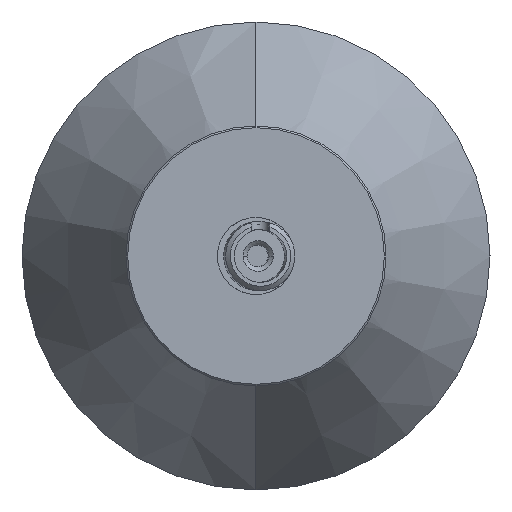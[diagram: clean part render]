
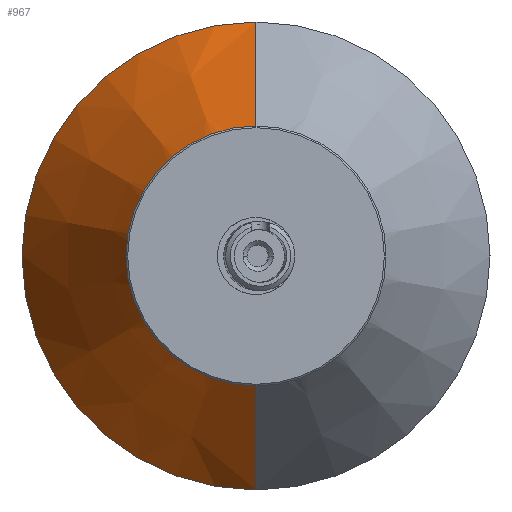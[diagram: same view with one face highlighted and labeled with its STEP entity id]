
A CAD part, left-side view. The second image highlights one B-rep face of the part: STEP entity #967.
In plain terms, the highlighted conical face has half-angle 30 degrees and reference radius 19.5 mm.
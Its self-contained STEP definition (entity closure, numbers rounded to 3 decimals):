
#206=DIRECTION('',(0.866,0.,0.5));
#207=VECTOR('',#206,30.);
#208=CARTESIAN_POINT('',(-104.324,27.,-15.));
#209=LINE('',#208,#207);
#210=CARTESIAN_POINT('',(-104.324,27.,-27.));
#211=DIRECTION('',(1.,0.,0.));
#212=DIRECTION('',(0.,0.,-1.));
#213=AXIS2_PLACEMENT_3D('',#210,#211,#212);
#215=CARTESIAN_POINT('',(-78.343,27.,-27.));
#216=DIRECTION('',(-1.,0.,0.));
#217=DIRECTION('',(0.,0.,1.));
#218=AXIS2_PLACEMENT_3D('',#215,#216,#217);
#230=DIRECTION('',(0.866,0.,-0.5));
#231=VECTOR('',#230,30.);
#232=CARTESIAN_POINT('',(-104.324,27.,-39.));
#233=LINE('',#232,#231);
#623=CARTESIAN_POINT('',(-78.343,27.,-54.));
#624=VERTEX_POINT('',#623);
#625=CARTESIAN_POINT('',(-78.343,27.,
0.));
#626=VERTEX_POINT('',#625);
#627=CARTESIAN_POINT('',(-104.324,27.,-15.));
#628=VERTEX_POINT('',#627);
#629=CARTESIAN_POINT('',(-104.324,27.,-39.));
#630=VERTEX_POINT('',#629);
#953=CARTESIAN_POINT('',(-91.333,27.,-27.));
#954=DIRECTION('',(1.,0.,0.));
#955=DIRECTION('',(0.,0.,-1.));
#956=AXIS2_PLACEMENT_3D('',#953,#954,#955);
#957=CONICAL_SURFACE('',#956,19.5,30.);
#959=ORIENTED_EDGE('',*,*,#958,.F.);
#961=ORIENTED_EDGE('',*,*,#960,.F.);
#963=ORIENTED_EDGE('',*,*,#962,.T.);
#964=ORIENTED_EDGE('',*,*,#948,.F.);
#965=EDGE_LOOP('',(#959,#961,#963,#964));
#966=FACE_OUTER_BOUND('',#965,.F.);
#967=ADVANCED_FACE('',(#966),#957,.T.);
#214=CIRCLE('',#213,12.);
#219=CIRCLE('',#218,27.);
#948=EDGE_CURVE('',#626,#624,#219,.T.);
#958=EDGE_CURVE('',#628,#626,#209,.T.);
#960=EDGE_CURVE('',#630,#628,#214,.T.);
#962=EDGE_CURVE('',#630,#624,#233,.T.);
